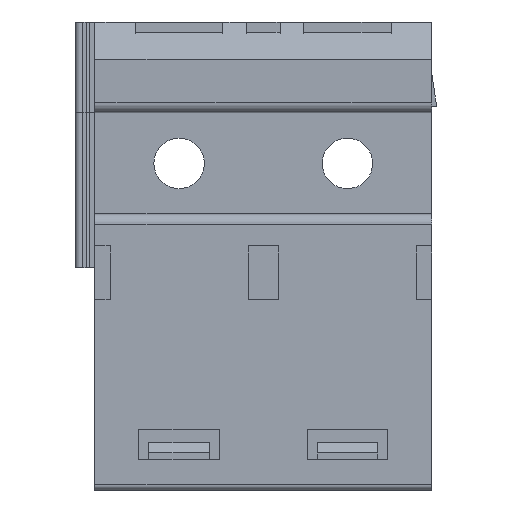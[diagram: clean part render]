
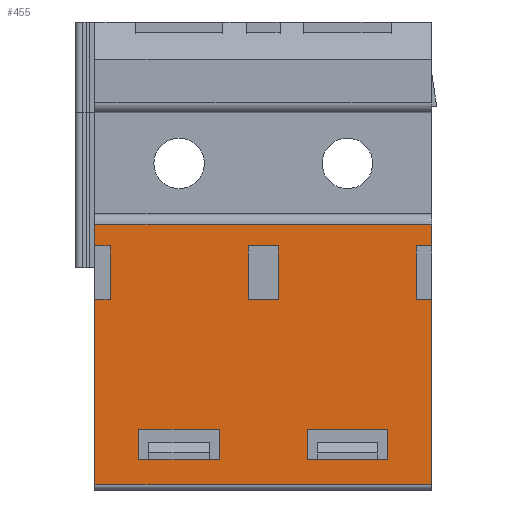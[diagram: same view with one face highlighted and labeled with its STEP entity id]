
A CAD part, front view. The second image highlights one B-rep face of the part: STEP entity #455.
In plain terms, the highlighted planar face has unit normal (0, -1, 0).
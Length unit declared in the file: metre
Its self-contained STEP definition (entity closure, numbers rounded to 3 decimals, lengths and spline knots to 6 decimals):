
#455=ADVANCED_FACE('',(#1118,#1119,#1120,#1121),#1122,.T.);
#1118=FACE_OUTER_BOUND('',#2004,.T.);
#1119=FACE_BOUND('',#2005,.T.);
#1120=FACE_BOUND('',#2006,.T.);
#1121=FACE_BOUND('',#2007,.T.);
#1122=PLANE('',#2008);
#2004=EDGE_LOOP('',(#3328,#3329,#3330,#3331,#3332,#3333,#3334,#3335,#3336,#3337,#3338,#3339));
#2005=EDGE_LOOP('',(#3340,#3341,#3342,#3343));
#2006=EDGE_LOOP('',(#3344,#3345,#3346,#3347));
#2007=EDGE_LOOP('',(#3348,#3349,#3350,#3351));
#2008=AXIS2_PLACEMENT_3D('',#3352,#3353,#3354);
#3328=ORIENTED_EDGE('',*,*,#5591,.T.);
#3329=ORIENTED_EDGE('',*,*,#5592,.F.);
#3330=ORIENTED_EDGE('',*,*,#5593,.F.);
#3331=ORIENTED_EDGE('',*,*,#5594,.F.);
#3332=ORIENTED_EDGE('',*,*,#5595,.T.);
#3333=ORIENTED_EDGE('',*,*,#5596,.F.);
#3334=ORIENTED_EDGE('',*,*,#5597,.T.);
#3335=ORIENTED_EDGE('',*,*,#5545,.T.);
#3336=ORIENTED_EDGE('',*,*,#5536,.T.);
#3337=ORIENTED_EDGE('',*,*,#5347,.T.);
#3338=ORIENTED_EDGE('',*,*,#5598,.F.);
#3339=ORIENTED_EDGE('',*,*,#5542,.T.);
#3340=ORIENTED_EDGE('',*,*,#5344,.T.);
#3341=ORIENTED_EDGE('',*,*,#5599,.F.);
#3342=ORIENTED_EDGE('',*,*,#5600,.F.);
#3343=ORIENTED_EDGE('',*,*,#5408,.T.);
#3344=ORIENTED_EDGE('',*,*,#5601,.T.);
#3345=ORIENTED_EDGE('',*,*,#5602,.F.);
#3346=ORIENTED_EDGE('',*,*,#5337,.T.);
#3347=ORIENTED_EDGE('',*,*,#5603,.T.);
#3348=ORIENTED_EDGE('',*,*,#5604,.F.);
#3349=ORIENTED_EDGE('',*,*,#5605,.T.);
#3350=ORIENTED_EDGE('',*,*,#5606,.T.);
#3351=ORIENTED_EDGE('',*,*,#5607,.T.);
#3352=CARTESIAN_POINT('',(14.215107,11.731671,-0.214808));
#3353=DIRECTION('',(0.,-1.0,0.));
#3354=DIRECTION('',(0.0,0.,-1.0));
#5337=EDGE_CURVE('',#6443,#6441,#6444,.T.);
#5344=EDGE_CURVE('',#6454,#6452,#6455,.T.);
#5347=EDGE_CURVE('',#6458,#6459,#6460,.T.);
#5408=EDGE_CURVE('',#6557,#6454,#6558,.T.);
#5536=EDGE_CURVE('',#6754,#6458,#6755,.T.);
#5542=EDGE_CURVE('',#6764,#6762,#6765,.T.);
#5545=EDGE_CURVE('',#6769,#6754,#6770,.T.);
#5591=EDGE_CURVE('',#6762,#6850,#6851,.T.);
#5592=EDGE_CURVE('',#6852,#6850,#6853,.T.);
#5593=EDGE_CURVE('',#6854,#6852,#6855,.T.);
#5594=EDGE_CURVE('',#6856,#6854,#6857,.T.);
#5595=EDGE_CURVE('',#6856,#6858,#6859,.T.);
#5596=EDGE_CURVE('',#6860,#6858,#6861,.T.);
#5597=EDGE_CURVE('',#6860,#6769,#6862,.T.);
#5598=EDGE_CURVE('',#6764,#6459,#6863,.T.);
#5599=EDGE_CURVE('',#6864,#6452,#6865,.T.);
#5600=EDGE_CURVE('',#6557,#6864,#6866,.T.);
#5601=EDGE_CURVE('',#6867,#6868,#6869,.T.);
#5602=EDGE_CURVE('',#6443,#6868,#6870,.T.);
#5603=EDGE_CURVE('',#6441,#6867,#6871,.T.);
#5604=EDGE_CURVE('',#6872,#6873,#6874,.T.);
#5605=EDGE_CURVE('',#6872,#6875,#6876,.T.);
#5606=EDGE_CURVE('',#6875,#6877,#6878,.T.);
#5607=EDGE_CURVE('',#6877,#6873,#6879,.T.);
#6441=VERTEX_POINT('',#8086);
#6443=VERTEX_POINT('',#8089);
#6444=LINE('',#8090,#8091);
#6452=VERTEX_POINT('',#8100);
#6454=VERTEX_POINT('',#8103);
#6455=LINE('',#8104,#8105);
#6458=VERTEX_POINT('',#8109);
#6459=VERTEX_POINT('',#8110);
#6460=LINE('',#8111,#8112);
#6557=VERTEX_POINT('',#8246);
#6558=LINE('',#8247,#8248);
#6754=VERTEX_POINT('',#8520);
#6755=LINE('',#8521,#8522);
#6762=VERTEX_POINT('',#8532);
#6764=VERTEX_POINT('',#8534);
#6765=LINE('',#8535,#8536);
#6769=VERTEX_POINT('',#8542);
#6770=LINE('',#8543,#8544);
#6850=VERTEX_POINT('',#8663);
#6851=LINE('',#8664,#8665);
#6852=VERTEX_POINT('',#8666);
#6853=LINE('',#8667,#8668);
#6854=VERTEX_POINT('',#8669);
#6855=LINE('',#8670,#8671);
#6856=VERTEX_POINT('',#8672);
#6857=LINE('',#8673,#8674);
#6858=VERTEX_POINT('',#8675);
#6859=LINE('',#8676,#8677);
#6860=VERTEX_POINT('',#8678);
#6861=LINE('',#8679,#8680);
#6862=LINE('',#8681,#8682);
#6863=LINE('',#8683,#8684);
#6864=VERTEX_POINT('',#8685);
#6865=LINE('',#8686,#8687);
#6866=LINE('',#8688,#8689);
#6867=VERTEX_POINT('',#8690);
#6868=VERTEX_POINT('',#8691);
#6869=LINE('',#8692,#8693);
#6870=LINE('',#8694,#8695);
#6871=LINE('',#8696,#8697);
#6872=VERTEX_POINT('',#8698);
#6873=VERTEX_POINT('',#8699);
#6874=LINE('',#8700,#8701);
#6875=VERTEX_POINT('',#8702);
#6876=LINE('',#8703,#8704);
#6877=VERTEX_POINT('',#8705);
#6878=LINE('',#8706,#8707);
#6879=LINE('',#8708,#8709);
#8086=CARTESIAN_POINT('',(14.208807,11.731671,-0.214908));
#8089=CARTESIAN_POINT('',(14.206407,11.731671,-0.214908));
#8090=CARTESIAN_POINT('',(14.200107,11.731671,-0.214908));
#8091=VECTOR('',#10130,1.0);
#8100=CARTESIAN_POINT('',(14.210557,11.731671,-0.209458));
#8103=CARTESIAN_POINT('',(14.209657,11.731671,-0.209458));
#8104=CARTESIAN_POINT('',(14.209607,11.731671,-0.209458));
#8105=VECTOR('',#10139,1.0);
#8109=CARTESIAN_POINT('',(14.205557,11.731671,-0.209458));
#8110=CARTESIAN_POINT('',(14.205557,11.731671,-0.211058));
#8111=CARTESIAN_POINT('',(14.205557,11.731671,-0.214808));
#8112=VECTOR('',#10141,1.0);
#8246=CARTESIAN_POINT('',(14.209657,11.731671,-0.211058));
#8247=CARTESIAN_POINT('',(14.209657,11.731671,-0.214808));
#8248=VECTOR('',#10205,1.0);
#8520=CARTESIAN_POINT('',(14.205107,11.731671,-0.209458));
#8521=CARTESIAN_POINT('',(14.205107,11.731671,-0.209458));
#8522=VECTOR('',#10333,1.0);
#8532=CARTESIAN_POINT('',(14.205107,11.731671,-0.216558));
#8534=CARTESIAN_POINT('',(14.205107,11.731671,-0.211058));
#8535=CARTESIAN_POINT('',(14.205107,11.731671,-0.214808));
#8536=VECTOR('',#10340,1.0);
#8542=CARTESIAN_POINT('',(14.205107,11.731671,-0.208808));
#8543=CARTESIAN_POINT('',(14.205107,11.731671,-0.214808));
#8544=VECTOR('',#10343,1.0);
#8663=CARTESIAN_POINT('',(14.215107,11.731671,-0.216558));
#8664=CARTESIAN_POINT('',(14.215107,11.731671,-0.216558));
#8665=VECTOR('',#10395,1.0);
#8666=CARTESIAN_POINT('',(14.215107,11.731671,-0.211058));
#8667=CARTESIAN_POINT('',(14.215107,11.731671,-0.214808));
#8668=VECTOR('',#10396,1.0);
#8669=CARTESIAN_POINT('',(14.214657,11.731671,-0.211058));
#8670=CARTESIAN_POINT('',(14.214607,11.731671,-0.211058));
#8671=VECTOR('',#10397,1.0);
#8672=CARTESIAN_POINT('',(14.214657,11.731671,-0.209458));
#8673=CARTESIAN_POINT('',(14.214657,11.731671,-0.210333));
#8674=VECTOR('',#10398,1.0);
#8675=CARTESIAN_POINT('',(14.215107,11.731671,-0.209458));
#8676=CARTESIAN_POINT('',(14.214607,11.731671,-0.209458));
#8677=VECTOR('',#10399,1.0);
#8678=CARTESIAN_POINT('',(14.215107,11.731671,-0.208808));
#8679=CARTESIAN_POINT('',(14.215107,11.731671,-0.214808));
#8680=VECTOR('',#10400,1.0);
#8681=CARTESIAN_POINT('',(14.215107,11.731671,-0.208808));
#8682=VECTOR('',#10401,1.0);
#8683=CARTESIAN_POINT('',(14.219607,11.731671,-0.211058));
#8684=VECTOR('',#10402,1.0);
#8685=CARTESIAN_POINT('',(14.210557,11.731671,-0.211058));
#8686=CARTESIAN_POINT('',(14.210557,11.731671,-0.210333));
#8687=VECTOR('',#10403,1.0);
#8688=CARTESIAN_POINT('',(14.219607,11.731671,-0.211058));
#8689=VECTOR('',#10404,1.0);
#8690=CARTESIAN_POINT('',(14.208807,11.731671,-0.215808));
#8691=CARTESIAN_POINT('',(14.206407,11.731671,-0.215808));
#8692=CARTESIAN_POINT('',(14.209107,11.731671,-0.215808));
#8693=VECTOR('',#10405,1.0);
#8694=CARTESIAN_POINT('',(14.206407,11.731671,-0.215308));
#8695=VECTOR('',#10406,1.0);
#8696=CARTESIAN_POINT('',(14.208807,11.731671,-0.215308));
#8697=VECTOR('',#10407,1.0);
#8698=CARTESIAN_POINT('',(14.213807,11.731671,-0.215808));
#8699=CARTESIAN_POINT('',(14.213807,11.731671,-0.214908));
#8700=CARTESIAN_POINT('',(14.213807,11.731671,-0.215308));
#8701=VECTOR('',#10408,1.0);
#8702=CARTESIAN_POINT('',(14.211407,11.731671,-0.215808));
#8703=CARTESIAN_POINT('',(14.214107,11.731671,-0.215808));
#8704=VECTOR('',#10409,1.0);
#8705=CARTESIAN_POINT('',(14.211407,11.731671,-0.214908));
#8706=CARTESIAN_POINT('',(14.211407,11.731671,-0.215308));
#8707=VECTOR('',#10410,1.0);
#8708=CARTESIAN_POINT('',(14.195107,11.731671,-0.214908));
#8709=VECTOR('',#10411,1.0);
#10130=DIRECTION('',(1.0,0.,0.));
#10139=DIRECTION('',(1.0,0.,0.));
#10141=DIRECTION('',(0.,0.,-1.0));
#10205=DIRECTION('',(0.,0.,1.0));
#10333=DIRECTION('',(1.0,0.,0.));
#10340=DIRECTION('',(0.,0.,-1.0));
#10343=DIRECTION('',(0.,0.,-1.0));
#10395=DIRECTION('',(1.0,0.,0.));
#10396=DIRECTION('',(0.,0.,-1.0));
#10397=DIRECTION('',(1.0,0.,0.));
#10398=DIRECTION('',(0.,0.,-1.0));
#10399=DIRECTION('',(1.0,0.,0.));
#10400=DIRECTION('',(0.,0.,-1.0));
#10401=DIRECTION('',(-1.0,0.,0.));
#10402=DIRECTION('',(1.0,0.,0.));
#10403=DIRECTION('',(0.,0.,1.0));
#10404=DIRECTION('',(1.0,0.,0.));
#10405=DIRECTION('',(-1.0,0.,0.));
#10406=DIRECTION('',(0.,-0.0,-1.0));
#10407=DIRECTION('',(0.,0.,-1.0));
#10408=DIRECTION('',(0.,0.0,1.0));
#10409=DIRECTION('',(-1.0,0.,0.));
#10410=DIRECTION('',(0.,0.,1.0));
#10411=DIRECTION('',(1.0,0.,0.));
